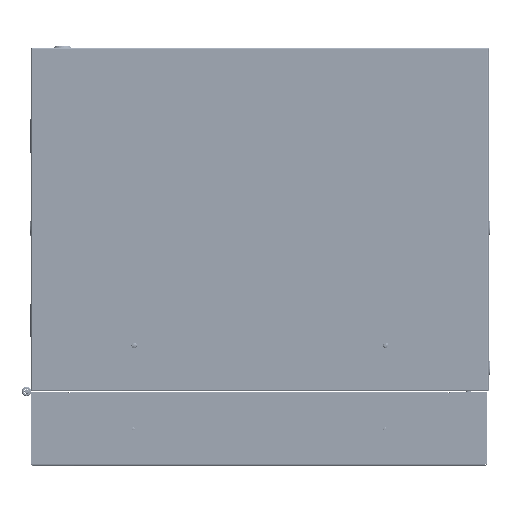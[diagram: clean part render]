
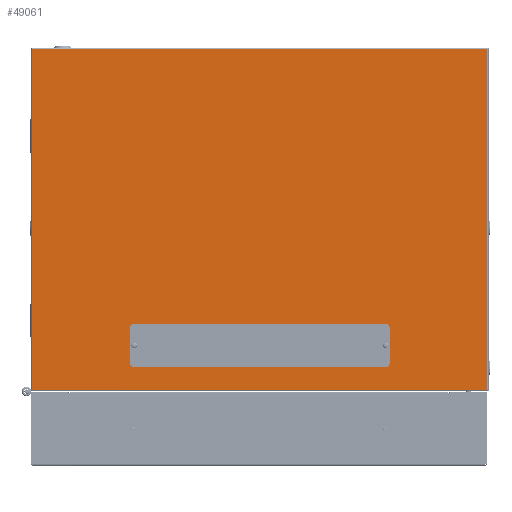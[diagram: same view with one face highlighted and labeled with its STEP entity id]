
A CAD part, front view. The second image highlights one B-rep face of the part: STEP entity #49061.
In plain terms, the highlighted face is planar.
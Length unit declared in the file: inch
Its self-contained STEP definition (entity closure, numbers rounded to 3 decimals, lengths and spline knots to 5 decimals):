
#459 = VECTOR ( 'NONE', #61692, 39.37008 ) ;
#1098 = VERTEX_POINT ( 'NONE', #99212 ) ;
#3332 = EDGE_LOOP ( 'NONE', ( #87085, #71992, #113800, #59328 ) ) ;
#3344 = LINE ( 'NONE', #63546, #101050 ) ;
#3941 = DIRECTION ( 'NONE',  ( 1., 0., 0. ) ) ;
#4480 = EDGE_CURVE ( 'NONE', #25732, #88625, #123953, .T. ) ;
#5760 = AXIS2_PLACEMENT_3D ( 'NONE', #49825, #128598, #60149 ) ;
#6102 = CARTESIAN_POINT ( 'NONE',  ( -6.49606, 7.28346, 2.3622 ) ) ;
#7072 = ORIENTED_EDGE ( 'NONE', *, *, #64762, .T. ) ;
#8006 = CARTESIAN_POINT ( 'NONE',  ( -11.74409, 7.28346, 0. ) ) ;
#8247 = VERTEX_POINT ( 'NONE', #49531 ) ;
#8750 = LINE ( 'NONE', #133846, #78069 ) ;
#9516 = AXIS2_PLACEMENT_3D ( 'NONE', #145150, #10478, #86269 ) ;
#9696 = DIRECTION ( 'NONE',  ( 0., 0., 1. ) ) ;
#10115 = DIRECTION ( 'NONE',  ( 0., 0., 1. ) ) ;
#10478 = DIRECTION ( 'NONE',  ( 0., -1., 0. ) ) ;
#12807 = DIRECTION ( 'NONE',  ( 1., 0., 0. ) ) ;
#13358 = EDGE_CURVE ( 'NONE', #81638, #136270, #143552, .T. ) ;
#15634 = CIRCLE ( 'NONE', #21425, 0.06299 ) ;
#17425 = DIRECTION ( 'NONE',  ( 0., -1., 0. ) ) ;
#17704 = ORIENTED_EDGE ( 'NONE', *, *, #138758, .T. ) ;
#21425 = AXIS2_PLACEMENT_3D ( 'NONE', #110482, #32492, #9696 ) ;
#21852 = CIRCLE ( 'NONE', #104052, 0.06299 ) ;
#25293 = CARTESIAN_POINT ( 'NONE',  ( -11.76378, 7.28346, 1.25984 ) ) ;
#25698 = CARTESIAN_POINT ( 'NONE',  ( 11.74409, 7.28346, 0. ) ) ;
#25732 = VERTEX_POINT ( 'NONE', #142462 ) ;
#27086 = EDGE_CURVE ( 'NONE', #136270, #51804, #116510, .T. ) ;
#27464 = DIRECTION ( 'NONE',  ( 0., 0., -1. ) ) ;
#27471 = VECTOR ( 'NONE', #12807, 39.37008 ) ;
#30696 = CARTESIAN_POINT ( 'NONE',  ( -11.74409, 7.28346, 0.06693 ) ) ;
#30796 = DIRECTION ( 'NONE',  ( 0., 0., 1. ) ) ;
#32101 = AXIS2_PLACEMENT_3D ( 'NONE', #6102, #38498, #60557 ) ;
#32492 = DIRECTION ( 'NONE',  ( 0., -1., 0. ) ) ;
#33930 = EDGE_CURVE ( 'NONE', #51804, #1098, #55744, .T. ) ;
#35133 = ORIENTED_EDGE ( 'NONE', *, *, #64274, .T. ) ;
#36947 = CARTESIAN_POINT ( 'NONE',  ( 11.74409, 7.28346, 17.64961 ) ) ;
#38498 = DIRECTION ( 'NONE',  ( 0., -1., 0. ) ) ;
#40402 = LINE ( 'NONE', #8006, #118946 ) ;
#41717 = CARTESIAN_POINT ( 'NONE',  ( 6.10236, 7.28346, 3.46457 ) ) ;
#45294 = VERTEX_POINT ( 'NONE', #87483 ) ;
#45322 = EDGE_CURVE ( 'NONE', #99042, #8247, #21852, .T. ) ;
#49061 = ADVANCED_FACE ( 'NONE', ( #104282, #140363, #60866, #105747 ), #71919, .T. ) ;
#49531 = CARTESIAN_POINT ( 'NONE',  ( -6.49606, 7.28346, 2.4252 ) ) ;
#49793 = CARTESIAN_POINT ( 'NONE',  ( 6.10236, 7.28346, 3.26772 ) ) ;
#49825 = CARTESIAN_POINT ( 'NONE',  ( -11.76378, 7.28346, 0. ) ) ;
#51804 = VERTEX_POINT ( 'NONE', #56168 ) ;
#53044 = EDGE_CURVE ( 'NONE', #142504, #108538, #15634, .T. ) ;
#53281 = ORIENTED_EDGE ( 'NONE', *, *, #45322, .T. ) ;
#54842 = CARTESIAN_POINT ( 'NONE',  ( 6.29921, 7.28346, 1.45669 ) ) ;
#55744 = CIRCLE ( 'NONE', #67595, 0.19685 ) ;
#56168 = CARTESIAN_POINT ( 'NONE',  ( -6.29921, 7.28346, 1.45669 ) ) ;
#56657 = DIRECTION ( 'NONE',  ( -1., 0., 0. ) ) ;
#59328 = ORIENTED_EDGE ( 'NONE', *, *, #83864, .T. ) ;
#59897 = ORIENTED_EDGE ( 'NONE', *, *, #78221, .T. ) ;
#60149 = DIRECTION ( 'NONE',  ( 0., 0., 1. ) ) ;
#60557 = DIRECTION ( 'NONE',  ( 0., 0., 1. ) ) ;
#60573 = CARTESIAN_POINT ( 'NONE',  ( -6.29921, 7.28346, 0. ) ) ;
#60866 = FACE_BOUND ( 'NONE', #120317, .T. ) ;
#61550 = DIRECTION ( 'NONE',  ( 0., 0., 1. ) ) ;
#61692 = DIRECTION ( 'NONE',  ( 0., 0., -1. ) ) ;
#63546 = CARTESIAN_POINT ( 'NONE',  ( 6.29921, 7.28346, 0. ) ) ;
#63600 = ORIENTED_EDGE ( 'NONE', *, *, #27086, .T. ) ;
#63893 = CARTESIAN_POINT ( 'NONE',  ( 6.49606, 7.28346, 2.29921 ) ) ;
#63939 = DIRECTION ( 'NONE',  ( 0., -1., 0. ) ) ;
#64274 = EDGE_CURVE ( 'NONE', #108538, #142504, #106952, .T. ) ;
#64762 = EDGE_CURVE ( 'NONE', #121653, #128233, #121276, .T. ) ;
#65280 = CARTESIAN_POINT ( 'NONE',  ( 6.10236, 7.28346, 1.45669 ) ) ;
#65706 = EDGE_CURVE ( 'NONE', #135414, #25732, #40402, .T. ) ;
#66178 = ORIENTED_EDGE ( 'NONE', *, *, #131412, .T. ) ;
#67595 = AXIS2_PLACEMENT_3D ( 'NONE', #120021, #99366, #144317 ) ;
#67970 = LINE ( 'NONE', #25293, #27471 ) ;
#71919 = PLANE ( 'NONE',  #5760 ) ;
#71992 = ORIENTED_EDGE ( 'NONE', *, *, #65706, .T. ) ;
#72392 = CARTESIAN_POINT ( 'NONE',  ( -6.10236, 7.28346, 3.46457 ) ) ;
#73232 = VERTEX_POINT ( 'NONE', #54842 ) ;
#74087 = AXIS2_PLACEMENT_3D ( 'NONE', #95568, #140497, #130178 ) ;
#74187 = AXIS2_PLACEMENT_3D ( 'NONE', #49793, #17425, #61550 ) ;
#75718 = DIRECTION ( 'NONE',  ( 0., 0., 1. ) ) ;
#76052 = DIRECTION ( 'NONE',  ( 0., 0., 1. ) ) ;
#77307 = ORIENTED_EDGE ( 'NONE', *, *, #131364, .T. ) ;
#78069 = VECTOR ( 'NONE', #98470, 39.37008 ) ;
#78221 = EDGE_CURVE ( 'NONE', #128233, #81638, #89747, .T. ) ;
#81638 = VERTEX_POINT ( 'NONE', #72392 ) ;
#81997 = ORIENTED_EDGE ( 'NONE', *, *, #113939, .T. ) ;
#82886 = EDGE_CURVE ( 'NONE', #144427, #135414, #8750, .T. ) ;
#83864 = EDGE_CURVE ( 'NONE', #88625, #144427, #126551, .T. ) ;
#86269 = DIRECTION ( 'NONE',  ( 0., 0., 1. ) ) ;
#87085 = ORIENTED_EDGE ( 'NONE', *, *, #82886, .T. ) ;
#87483 = CARTESIAN_POINT ( 'NONE',  ( 6.10236, 7.28346, 1.25984 ) ) ;
#87606 = EDGE_LOOP ( 'NONE', ( #66178, #53281 ) ) ;
#88625 = VERTEX_POINT ( 'NONE', #36947 ) ;
#89747 = LINE ( 'NONE', #137615, #103163 ) ;
#90448 = ORIENTED_EDGE ( 'NONE', *, *, #33930, .T. ) ;
#90505 = ORIENTED_EDGE ( 'NONE', *, *, #13358, .T. ) ;
#93226 = CIRCLE ( 'NONE', #32101, 0.06299 ) ;
#93425 = AXIS2_PLACEMENT_3D ( 'NONE', #65280, #110173, #10115 ) ;
#95568 = CARTESIAN_POINT ( 'NONE',  ( 6.49606, 7.28346, 2.3622 ) ) ;
#96602 = CARTESIAN_POINT ( 'NONE',  ( 11.74409, 7.28346, 0.06693 ) ) ;
#98470 = DIRECTION ( 'NONE',  ( -1., 0., 0. ) ) ;
#99042 = VERTEX_POINT ( 'NONE', #124568 ) ;
#99212 = CARTESIAN_POINT ( 'NONE',  ( -6.10236, 7.28346, 1.25984 ) ) ;
#99366 = DIRECTION ( 'NONE',  ( 0., -1., 0. ) ) ;
#101050 = VECTOR ( 'NONE', #76052, 39.37008 ) ;
#103163 = VECTOR ( 'NONE', #56657, 39.37008 ) ;
#104052 = AXIS2_PLACEMENT_3D ( 'NONE', #133882, #63939, #75718 ) ;
#104282 = FACE_BOUND ( 'NONE', #87606, .T. ) ;
#104714 = CARTESIAN_POINT ( 'NONE',  ( -11.76378, 7.28346, 17.64961 ) ) ;
#105747 = FACE_OUTER_BOUND ( 'NONE', #3332, .T. ) ;
#106952 = CIRCLE ( 'NONE', #74087, 0.06299 ) ;
#108538 = VERTEX_POINT ( 'NONE', #63893 ) ;
#110173 = DIRECTION ( 'NONE',  ( 0., -1., 0. ) ) ;
#110482 = CARTESIAN_POINT ( 'NONE',  ( 6.49606, 7.28346, 2.3622 ) ) ;
#113800 = ORIENTED_EDGE ( 'NONE', *, *, #4480, .T. ) ;
#113939 = EDGE_CURVE ( 'NONE', #45294, #73232, #124029, .T. ) ;
#116510 = LINE ( 'NONE', #60573, #140484 ) ;
#118946 = VECTOR ( 'NONE', #30796, 39.37008 ) ;
#120021 = CARTESIAN_POINT ( 'NONE',  ( -6.10236, 7.28346, 1.45669 ) ) ;
#120176 = CARTESIAN_POINT ( 'NONE',  ( -6.29921, 7.28346, 3.26772 ) ) ;
#120317 = EDGE_LOOP ( 'NONE', ( #131932, #35133 ) ) ;
#121276 = CIRCLE ( 'NONE', #74187, 0.19685 ) ;
#121653 = VERTEX_POINT ( 'NONE', #141883 ) ;
#123953 = LINE ( 'NONE', #104714, #137037 ) ;
#124029 = CIRCLE ( 'NONE', #93425, 0.19685 ) ;
#124568 = CARTESIAN_POINT ( 'NONE',  ( -6.49606, 7.28346, 2.29921 ) ) ;
#126488 = EDGE_LOOP ( 'NONE', ( #90448, #77307, #81997, #17704, #7072, #59897, #90505, #63600 ) ) ;
#126551 = LINE ( 'NONE', #25698, #459 ) ;
#128233 = VERTEX_POINT ( 'NONE', #41717 ) ;
#128598 = DIRECTION ( 'NONE',  ( 0., 1., 0. ) ) ;
#130178 = DIRECTION ( 'NONE',  ( 0., 0., 1. ) ) ;
#131364 = EDGE_CURVE ( 'NONE', #1098, #45294, #67970, .T. ) ;
#131412 = EDGE_CURVE ( 'NONE', #8247, #99042, #93226, .T. ) ;
#131932 = ORIENTED_EDGE ( 'NONE', *, *, #53044, .T. ) ;
#133846 = CARTESIAN_POINT ( 'NONE',  ( -11.76378, 7.28346, 0.06693 ) ) ;
#133882 = CARTESIAN_POINT ( 'NONE',  ( -6.49606, 7.28346, 2.3622 ) ) ;
#135414 = VERTEX_POINT ( 'NONE', #30696 ) ;
#136270 = VERTEX_POINT ( 'NONE', #120176 ) ;
#137037 = VECTOR ( 'NONE', #3941, 39.37008 ) ;
#137615 = CARTESIAN_POINT ( 'NONE',  ( -11.76378, 7.28346, 3.46457 ) ) ;
#138758 = EDGE_CURVE ( 'NONE', #73232, #121653, #3344, .T. ) ;
#140363 = FACE_BOUND ( 'NONE', #126488, .T. ) ;
#140437 = CARTESIAN_POINT ( 'NONE',  ( 6.49606, 7.28346, 2.4252 ) ) ;
#140484 = VECTOR ( 'NONE', #27464, 39.37008 ) ;
#140497 = DIRECTION ( 'NONE',  ( 0., -1., 0. ) ) ;
#141883 = CARTESIAN_POINT ( 'NONE',  ( 6.29921, 7.28346, 3.26772 ) ) ;
#142462 = CARTESIAN_POINT ( 'NONE',  ( -11.74409, 7.28346, 17.64961 ) ) ;
#142504 = VERTEX_POINT ( 'NONE', #140437 ) ;
#143552 = CIRCLE ( 'NONE', #9516, 0.19685 ) ;
#144317 = DIRECTION ( 'NONE',  ( 0., 0., 1. ) ) ;
#144427 = VERTEX_POINT ( 'NONE', #96602 ) ;
#145150 = CARTESIAN_POINT ( 'NONE',  ( -6.10236, 7.28346, 3.26772 ) ) ;
